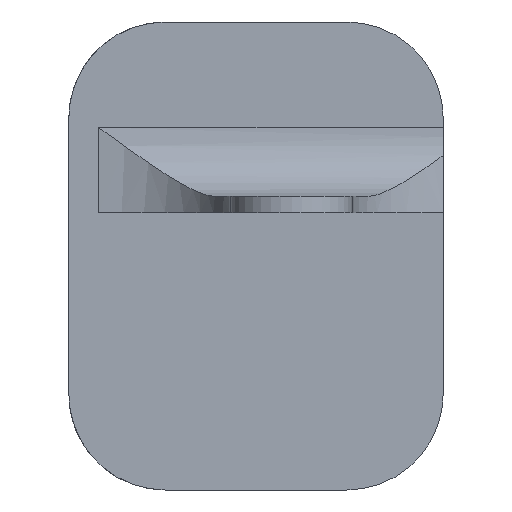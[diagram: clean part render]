
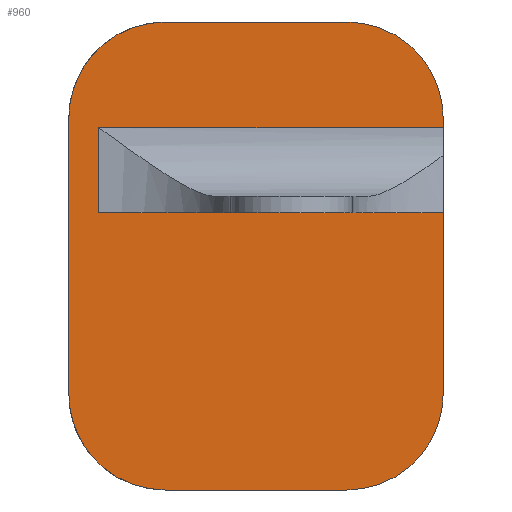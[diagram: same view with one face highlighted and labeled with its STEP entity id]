
A CAD part, left-side view. The second image highlights one B-rep face of the part: STEP entity #960.
In plain terms, the highlighted planar face has unit normal (-1, 0, 0).
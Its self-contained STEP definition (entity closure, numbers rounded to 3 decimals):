
#38=PLANE('',#1038);
#71=FACE_OUTER_BOUND('',#127,.T.);
#127=EDGE_LOOP('',(#695,#696,#697,#698,#699,#700,#701,#702,#703,#704,#705,
#706));
#188=LINE('',#1429,#277);
#191=LINE('',#1436,#280);
#208=LINE('',#1485,#297);
#210=LINE('',#1513,#299);
#212=LINE('',#1517,#301);
#213=LINE('',#1518,#302);
#214=LINE('',#1520,#303);
#215=LINE('',#1524,#304);
#277=VECTOR('',#1136,10.);
#280=VECTOR('',#1141,10.);
#297=VECTOR('',#1178,10.);
#299=VECTOR('',#1182,10.);
#301=VECTOR('',#1186,10.);
#302=VECTOR('',#1187,10.);
#303=VECTOR('',#1188,10.);
#304=VECTOR('',#1191,10.);
#363=CIRCLE('',#1024,17.5);
#371=CIRCLE('',#1035,17.5);
#372=CIRCLE('',#1039,17.5);
#373=CIRCLE('',#1040,17.5);
#412=VERTEX_POINT('',#1418);
#413=VERTEX_POINT('',#1420);
#415=VERTEX_POINT('',#1426);
#416=VERTEX_POINT('',#1428);
#419=VERTEX_POINT('',#1434);
#440=VERTEX_POINT('',#1480);
#441=VERTEX_POINT('',#1484);
#444=VERTEX_POINT('',#1512);
#445=VERTEX_POINT('',#1516);
#446=VERTEX_POINT('',#1519);
#447=VERTEX_POINT('',#1521);
#448=VERTEX_POINT('',#1523);
#506=EDGE_CURVE('',#412,#413,#363,.T.);
#510=EDGE_CURVE('',#415,#416,#188,.T.);
#514=EDGE_CURVE('',#419,#412,#191,.T.);
#537=EDGE_CURVE('',#440,#415,#371,.T.);
#538=EDGE_CURVE('',#416,#441,#208,.T.);
#542=EDGE_CURVE('',#413,#444,#210,.T.);
#544=EDGE_CURVE('',#419,#445,#212,.T.);
#545=EDGE_CURVE('',#441,#445,#213,.T.);
#546=EDGE_CURVE('',#446,#440,#214,.T.);
#547=EDGE_CURVE('',#447,#446,#372,.T.);
#548=EDGE_CURVE('',#447,#448,#215,.T.);
#549=EDGE_CURVE('',#444,#448,#373,.T.);
#695=ORIENTED_EDGE('',*,*,#506,.F.);
#696=ORIENTED_EDGE('',*,*,#514,.F.);
#697=ORIENTED_EDGE('',*,*,#544,.T.);
#698=ORIENTED_EDGE('',*,*,#545,.F.);
#699=ORIENTED_EDGE('',*,*,#538,.F.);
#700=ORIENTED_EDGE('',*,*,#510,.F.);
#701=ORIENTED_EDGE('',*,*,#537,.F.);
#702=ORIENTED_EDGE('',*,*,#546,.F.);
#703=ORIENTED_EDGE('',*,*,#547,.F.);
#704=ORIENTED_EDGE('',*,*,#548,.T.);
#705=ORIENTED_EDGE('',*,*,#549,.F.);
#706=ORIENTED_EDGE('',*,*,#542,.F.);
#960=ADVANCED_FACE('',(#71),#38,.T.);
#1024=AXIS2_PLACEMENT_3D('',#1421,#1129,#1130);
#1035=AXIS2_PLACEMENT_3D('',#1482,#1174,#1175);
#1038=AXIS2_PLACEMENT_3D('',#1515,#1184,#1185);
#1039=AXIS2_PLACEMENT_3D('',#1522,#1189,#1190);
#1040=AXIS2_PLACEMENT_3D('',#1525,#1192,#1193);
#1129=DIRECTION('center_axis',(1.,0.,0.));
#1130=DIRECTION('ref_axis',(0.,-0.707,-0.707));
#1136=DIRECTION('',(0.,0.,-1.));
#1141=DIRECTION('',(0.,0.,-1.));
#1174=DIRECTION('center_axis',(1.,0.,0.));
#1175=DIRECTION('ref_axis',(0.,-0.707,0.707));
#1178=DIRECTION('',(0.,1.,0.));
#1182=DIRECTION('',(0.,1.,0.));
#1184=DIRECTION('center_axis',(-1.,0.,0.));
#1185=DIRECTION('ref_axis',(0.,1.,0.));
#1186=DIRECTION('',(0.,1.,0.));
#1187=DIRECTION('',(0.,0.,-1.));
#1188=DIRECTION('',(0.,-1.,0.));
#1189=DIRECTION('center_axis',(1.,0.,0.));
#1190=DIRECTION('ref_axis',(0.,0.707,0.707));
#1191=DIRECTION('',(0.,0.,-1.));
#1192=DIRECTION('center_axis',(1.,0.,0.));
#1193=DIRECTION('ref_axis',(0.,0.707,-0.707));
#1418=CARTESIAN_POINT('',(265.381,-27.546,-176.064));
#1420=CARTESIAN_POINT('',(265.381,-10.046,-193.564));
#1421=CARTESIAN_POINT('Origin',(265.381,-10.046,-176.064));
#1426=CARTESIAN_POINT('',(265.381,-27.546,-126.064));
#1428=CARTESIAN_POINT('',(265.381,-27.546,-127.745));
#1429=CARTESIAN_POINT('',(265.381,-27.546,-153.564));
#1434=CARTESIAN_POINT('',(265.381,-27.546,-143.245));
#1436=CARTESIAN_POINT('',(265.381,-27.546,-153.564));
#1480=CARTESIAN_POINT('',(265.381,-10.046,-108.564));
#1482=CARTESIAN_POINT('Origin',(265.381,-10.046,-126.064));
#1484=CARTESIAN_POINT('',(265.381,35.,-127.745));
#1485=CARTESIAN_POINT('',(265.381,-16.273,-127.745));
#1512=CARTESIAN_POINT('',(265.381,22.954,-193.564));
#1513=CARTESIAN_POINT('',(265.381,-32.546,-193.564));
#1515=CARTESIAN_POINT('Origin',(265.381,-32.546,-153.564));
#1516=CARTESIAN_POINT('',(265.381,35.,-143.245));
#1517=CARTESIAN_POINT('',(265.381,-16.273,-143.245));
#1518=CARTESIAN_POINT('',(265.381,35.,-146.904));
#1519=CARTESIAN_POINT('',(265.381,22.954,-108.564));
#1520=CARTESIAN_POINT('',(265.381,2.454,-108.564));
#1521=CARTESIAN_POINT('',(265.381,40.454,-126.064));
#1522=CARTESIAN_POINT('Origin',(265.381,22.954,-126.064));
#1523=CARTESIAN_POINT('',(265.381,40.454,-176.064));
#1524=CARTESIAN_POINT('',(265.381,40.454,-153.564));
#1525=CARTESIAN_POINT('Origin',(265.381,22.954,-176.064));
